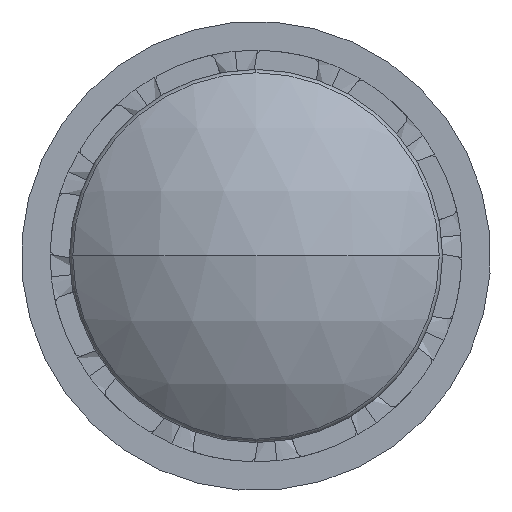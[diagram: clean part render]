
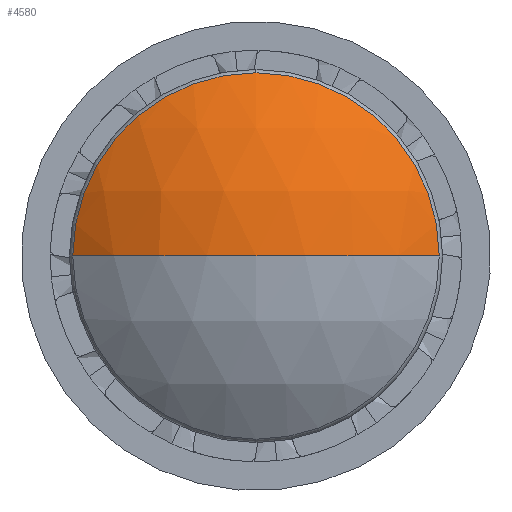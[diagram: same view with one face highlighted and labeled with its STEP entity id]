
A CAD part, left-side view. The second image highlights one B-rep face of the part: STEP entity #4580.
In plain terms, the highlighted spherical face has radius 12.349 mm.
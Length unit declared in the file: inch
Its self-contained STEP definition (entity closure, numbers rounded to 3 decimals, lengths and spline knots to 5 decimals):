
#30 = CIRCLE ( 'NONE', #6758, 0.30449 ) ;
#379 = VERTEX_POINT ( 'NONE', #5367 ) ;
#481 = SPHERICAL_SURFACE ( 'NONE', #3566, 0.48618 ) ;
#633 = DIRECTION ( 'NONE',  ( 0., 0., -1. ) ) ;
#640 = DIRECTION ( 'NONE',  ( 1., 0., 0. ) ) ;
#650 = CARTESIAN_POINT ( 'NONE',  ( -0.27291, 0.74603, 0. ) ) ;
#741 = AXIS2_PLACEMENT_3D ( 'NONE', #5685, #5677, #5671 ) ;
#1096 = VERTEX_POINT ( 'NONE', #7163 ) ;
#1282 = AXIS2_PLACEMENT_3D ( 'NONE', #3188, #3183, #3174 ) ;
#1467 = CARTESIAN_POINT ( 'NONE',  ( -0.27291, 0.44154, 0. ) ) ;
#2041 = ORIENTED_EDGE ( 'NONE', *, *, #2731, .F. ) ;
#2731 = EDGE_CURVE ( 'NONE', #1096, #7707, #7113, .T. ) ;
#3174 = DIRECTION ( 'NONE',  ( 0., -1., 0. ) ) ;
#3183 = DIRECTION ( 'NONE',  ( 0., 0., 1. ) ) ;
#3188 = CARTESIAN_POINT ( 'NONE',  ( 0.1061, 0.74603, 0. ) ) ;
#3467 = EDGE_CURVE ( 'NONE', #1096, #4171, #5906, .T. ) ;
#3482 = DIRECTION ( 'NONE',  ( 0., 0., -1. ) ) ;
#3485 = DIRECTION ( 'NONE',  ( 1., 0., 0. ) ) ;
#3494 = CARTESIAN_POINT ( 'NONE',  ( -0.27291, 0.74603, 0. ) ) ;
#3560 = CARTESIAN_POINT ( 'NONE',  ( -0.27291, 1.05053, 0. ) ) ;
#3566 = AXIS2_PLACEMENT_3D ( 'NONE', #7547, #7471, #7468 ) ;
#4130 = FACE_OUTER_BOUND ( 'NONE', #7398, .T. ) ;
#4171 = VERTEX_POINT ( 'NONE', #1467 ) ;
#4580 = ADVANCED_FACE ( 'NONE', ( #4130 ), #481, .T. ) ;
#4908 = ORIENTED_EDGE ( 'NONE', *, *, #5521, .F. ) ;
#5140 = AXIS2_PLACEMENT_3D ( 'NONE', #650, #640, #633 ) ;
#5367 = CARTESIAN_POINT ( 'NONE',  ( -0.27291, 0.74603, 0.30449 ) ) ;
#5521 = EDGE_CURVE ( 'NONE', #7707, #379, #30, .T. ) ;
#5671 = DIRECTION ( 'NONE',  ( -1., 0., 0. ) ) ;
#5677 = DIRECTION ( 'NONE',  ( 0., 0., -1. ) ) ;
#5685 = CARTESIAN_POINT ( 'NONE',  ( 0.1061, 0.74603, 0. ) ) ;
#5906 = CIRCLE ( 'NONE', #1282, 0.48618 ) ;
#6324 = EDGE_CURVE ( 'NONE', #379, #4171, #7145, .T. ) ;
#6486 = ORIENTED_EDGE ( 'NONE', *, *, #6324, .F. ) ;
#6758 = AXIS2_PLACEMENT_3D ( 'NONE', #3494, #3485, #3482 ) ;
#7070 = ORIENTED_EDGE ( 'NONE', *, *, #3467, .T. ) ;
#7113 = CIRCLE ( 'NONE', #741, 0.48618 ) ;
#7145 = CIRCLE ( 'NONE', #5140, 0.30449 ) ;
#7163 = CARTESIAN_POINT ( 'NONE',  ( -0.38008, 0.74603, 0. ) ) ;
#7398 = EDGE_LOOP ( 'NONE', ( #2041, #7070, #6486, #4908 ) ) ;
#7468 = DIRECTION ( 'NONE',  ( 0., 1., 0. ) ) ;
#7471 = DIRECTION ( 'NONE',  ( 0., 0., 1. ) ) ;
#7547 = CARTESIAN_POINT ( 'NONE',  ( 0.1061, 0.74603, 0. ) ) ;
#7707 = VERTEX_POINT ( 'NONE', #3560 ) ;
